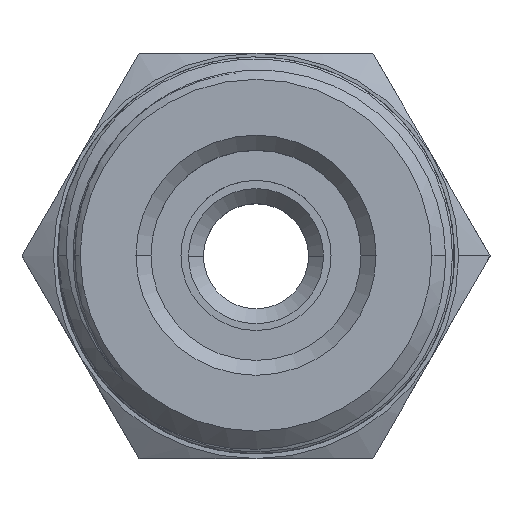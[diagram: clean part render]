
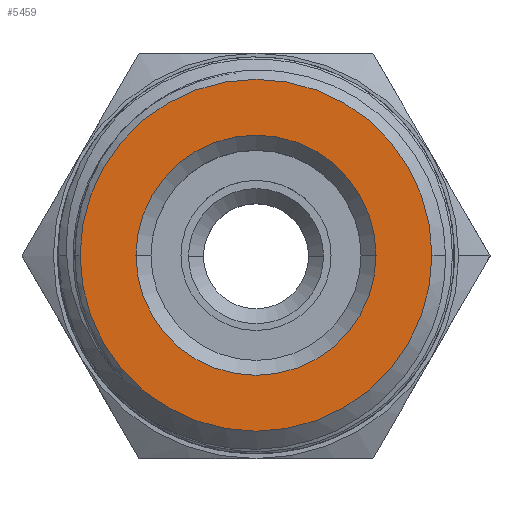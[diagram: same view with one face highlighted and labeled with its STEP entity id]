
A CAD part, top view. The second image highlights one B-rep face of the part: STEP entity #5459.
In plain terms, the highlighted planar face has unit normal (0, 0, 1).
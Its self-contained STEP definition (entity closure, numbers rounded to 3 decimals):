
#71 = VERTEX_POINT ( 'NONE', #584 ) ;
#73 = VERTEX_POINT ( 'NONE', #586 ) ;
#75 = VERTEX_POINT ( 'NONE', #588 ) ;
#174 = VERTEX_POINT ( 'NONE', #686 ) ;
#552 = EDGE_LOOP ( 'NONE', ( #8694, #8695 ) ) ;
#554 = EDGE_LOOP ( 'NONE', ( #8696, #8697 ) ) ;
#584 = CARTESIAN_POINT ( 'NONE',  ( -8., 0., 0. ) ) ;
#586 = CARTESIAN_POINT ( 'NONE',  ( 8., 0., 0. ) ) ;
#588 = CARTESIAN_POINT ( 'NONE',  ( -11.72, 0., 0. ) ) ;
#686 = CARTESIAN_POINT ( 'NONE',  ( 11.72, 0., 0. ) ) ;
#948 = DIRECTION ( 'NONE',  ( 0., 0., -1. ) ) ;
#950 = CARTESIAN_POINT ( 'NONE',  ( 0., 4.5, 0. ) ) ;
#951 = FACE_BOUND ( 'NONE', #552, .T. ) ;
#952 = FACE_OUTER_BOUND ( 'NONE', #554, .T. ) ;
#953 = PLANE ( 'NONE',  #8546 ) ;
#955 = DIRECTION ( 'NONE',  ( -1., 0., 0. ) ) ;
#5459 = ADVANCED_FACE ( 'NONE', ( #951, #952 ), #953, .F. ) ;
#5567 = CARTESIAN_POINT ( 'NONE',  ( 0., 0., 0. ) ) ;
#5568 = DIRECTION ( 'NONE',  ( 0., 0., -1. ) ) ;
#5569 = DIRECTION ( 'NONE',  ( -1., 0., 0. ) ) ;
#5647 = CARTESIAN_POINT ( 'NONE',  ( 0., 0., 0. ) ) ;
#5648 = DIRECTION ( 'NONE',  ( 0., 0., -1. ) ) ;
#5649 = DIRECTION ( 'NONE',  ( -1., 0., 0. ) ) ;
#5717 = CARTESIAN_POINT ( 'NONE',  ( 0., 0., 0. ) ) ;
#5718 = DIRECTION ( 'NONE',  ( 0., 0., -1. ) ) ;
#5719 = DIRECTION ( 'NONE',  ( -1., 0., 0. ) ) ;
#6087 = CARTESIAN_POINT ( 'NONE',  ( 0., 0., 0. ) ) ;
#6088 = DIRECTION ( 'NONE',  ( 0., 0., -1. ) ) ;
#6089 = DIRECTION ( 'NONE',  ( -1., 0., 0. ) ) ;
#8102 = EDGE_CURVE ( 'NONE', #73, #71, #8224, .T. ) ;
#8111 = EDGE_CURVE ( 'NONE', #75, #174, #8290, .T. ) ;
#8116 = EDGE_CURVE ( 'NONE', #174, #75, #8350, .T. ) ;
#8170 = EDGE_CURVE ( 'NONE', #71, #73, #8373, .T. ) ;
#8216 = AXIS2_PLACEMENT_3D ( 'NONE', #5567, #5568, #5569 ) ;
#8224 = CIRCLE ( 'NONE', #8216, 8. ) ;
#8255 = AXIS2_PLACEMENT_3D ( 'NONE', #6087, #6088, #6089 ) ;
#8290 = CIRCLE ( 'NONE', #8553, 11.72 ) ;
#8326 = AXIS2_PLACEMENT_3D ( 'NONE', #5717, #5718, #5719 ) ;
#8350 = CIRCLE ( 'NONE', #8326, 11.72 ) ;
#8373 = CIRCLE ( 'NONE', #8255, 8. ) ;
#8546 = AXIS2_PLACEMENT_3D ( 'NONE', #950, #948, #955 ) ;
#8553 = AXIS2_PLACEMENT_3D ( 'NONE', #5647, #5648, #5649 ) ;
#8694 = ORIENTED_EDGE ( 'NONE', *, *, #8102, .T. ) ;
#8695 = ORIENTED_EDGE ( 'NONE', *, *, #8170, .T. ) ;
#8696 = ORIENTED_EDGE ( 'NONE', *, *, #8111, .F. ) ;
#8697 = ORIENTED_EDGE ( 'NONE', *, *, #8116, .F. ) ;
